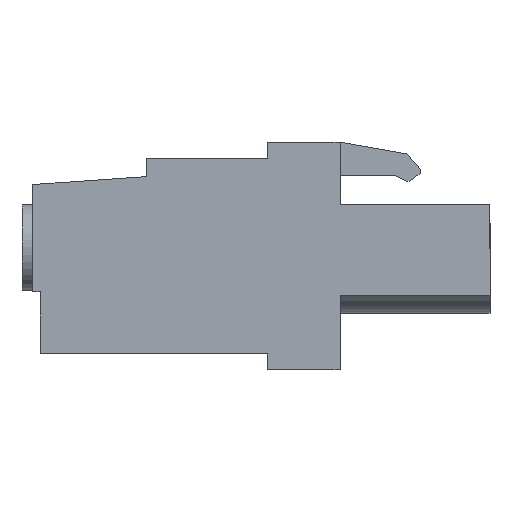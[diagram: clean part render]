
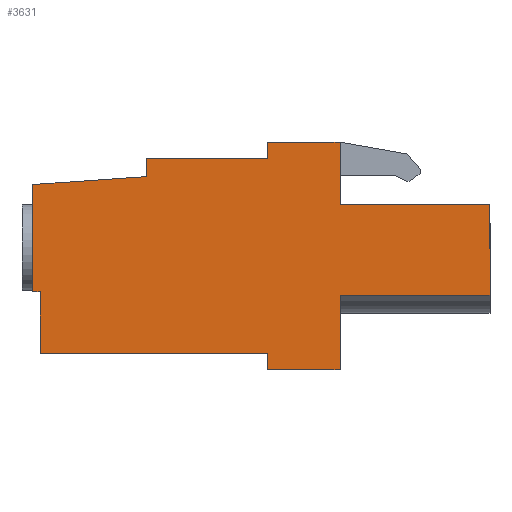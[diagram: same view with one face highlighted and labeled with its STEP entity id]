
A CAD part, left-side view. The second image highlights one B-rep face of the part: STEP entity #3631.
In plain terms, the highlighted planar face has unit normal (-1, 0, 0).
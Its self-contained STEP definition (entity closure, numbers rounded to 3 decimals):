
#68 = EDGE_CURVE ( 'NONE', #741, #168, #5239, .T. ) ;
#114 = CARTESIAN_POINT ( 'NONE',  ( 0., 16.6, -4.815 ) ) ;
#119 = DIRECTION ( 'NONE',  ( 0., 0., 1. ) ) ;
#146 = VECTOR ( 'NONE', #3811, 1000. ) ;
#168 = VERTEX_POINT ( 'NONE', #5075 ) ;
#223 = CARTESIAN_POINT ( 'NONE',  ( 0., 0., -5. ) ) ;
#229 = VERTEX_POINT ( 'NONE', #765 ) ;
#259 = ORIENTED_EDGE ( 'NONE', *, *, #68, .F. ) ;
#267 = VECTOR ( 'NONE', #975, 1000. ) ;
#497 = ORIENTED_EDGE ( 'NONE', *, *, #4589, .F. ) ;
#500 = EDGE_CURVE ( 'NONE', #4679, #4642, #4979, .T. ) ;
#535 = EDGE_CURVE ( 'NONE', #1978, #2868, #1590, .T. ) ;
#559 = CARTESIAN_POINT ( 'NONE',  ( 0., 4., 3.46 ) ) ;
#572 = LINE ( 'NONE', #3890, #2569 ) ;
#575 = CARTESIAN_POINT ( 'NONE',  ( 0., 16.6, -8.235 ) ) ;
#671 = ORIENTED_EDGE ( 'NONE', *, *, #3756, .F. ) ;
#709 = LINE ( 'NONE', #1331, #4906 ) ;
#741 = VERTEX_POINT ( 'NONE', #4209 ) ;
#756 = VECTOR ( 'NONE', #3114, 1000. ) ;
#765 = CARTESIAN_POINT ( 'NONE',  ( 0., 16.6, -8.235 ) ) ;
#867 = CARTESIAN_POINT ( 'NONE',  ( 0., 4., -9.14 ) ) ;
#916 = ORIENTED_EDGE ( 'NONE', *, *, #2155, .F. ) ;
#929 = ORIENTED_EDGE ( 'NONE', *, *, #4502, .F. ) ;
#959 = DIRECTION ( 'NONE',  ( 0., 0., 1. ) ) ;
#975 = DIRECTION ( 'NONE',  ( 0., 1., 0. ) ) ;
#984 = VERTEX_POINT ( 'NONE', #3214 ) ;
#1038 = VERTEX_POINT ( 'NONE', #2177 ) ;
#1138 = VECTOR ( 'NONE', #3670, 1000. ) ;
#1316 = DIRECTION ( 'NONE',  ( 0., 0., -1. ) ) ;
#1331 = CARTESIAN_POINT ( 'NONE',  ( 0., 0., -9.14 ) ) ;
#1351 = VECTOR ( 'NONE', #959, 1000. ) ;
#1474 = EDGE_CURVE ( 'NONE', #4689, #1736, #709, .T. ) ;
#1528 = EDGE_CURVE ( 'NONE', #984, #741, #4655, .T. ) ;
#1590 = LINE ( 'NONE', #3520, #3618 ) ;
#1602 = ORIENTED_EDGE ( 'NONE', *, *, #3721, .F. ) ;
#1678 = DIRECTION ( 'NONE',  ( 0., 0., -1. ) ) ;
#1691 = DIRECTION ( 'NONE',  ( 0., 1., 0. ) ) ;
#1709 = VECTOR ( 'NONE', #119, 1000. ) ;
#1728 = EDGE_CURVE ( 'NONE', #3498, #1978, #2838, .T. ) ;
#1736 = VERTEX_POINT ( 'NONE', #2374 ) ;
#1852 = ORIENTED_EDGE ( 'NONE', *, *, #3359, .F. ) ;
#1960 = VECTOR ( 'NONE', #3681, 1000. ) ;
#1978 = VERTEX_POINT ( 'NONE', #3308 ) ;
#2049 = DIRECTION ( 'NONE',  ( 0., 0., 1. ) ) ;
#2155 = EDGE_CURVE ( 'NONE', #4773, #3498, #3936, .T. ) ;
#2177 = CARTESIAN_POINT ( 'NONE',  ( 0., 4., -9.14 ) ) ;
#2207 = CARTESIAN_POINT ( 'NONE',  ( 0., 17., 1.115 ) ) ;
#2247 = DIRECTION ( 'NONE',  ( 0., 0., 1. ) ) ;
#2264 = EDGE_CURVE ( 'NONE', #168, #4689, #4396, .T. ) ;
#2374 = CARTESIAN_POINT ( 'NONE',  ( 0., 0., -9.14 ) ) ;
#2413 = LINE ( 'NONE', #5012, #146 ) ;
#2500 = PLANE ( 'NONE',  #2551 ) ;
#2529 = CARTESIAN_POINT ( 'NONE',  ( 0., 4., -8.235 ) ) ;
#2543 = ORIENTED_EDGE ( 'NONE', *, *, #1528, .F. ) ;
#2548 = ORIENTED_EDGE ( 'NONE', *, *, #2645, .F. ) ;
#2551 = AXIS2_PLACEMENT_3D ( 'NONE', #2905, #3743, #1316 ) ;
#2569 = VECTOR ( 'NONE', #2049, 1000. ) ;
#2628 = VERTEX_POINT ( 'NONE', #3653 ) ;
#2645 = EDGE_CURVE ( 'NONE', #2868, #4679, #572, .T. ) ;
#2661 = VECTOR ( 'NONE', #4980, 1000. ) ;
#2782 = LINE ( 'NONE', #2529, #1709 ) ;
#2784 = EDGE_CURVE ( 'NONE', #229, #4773, #5068, .T. ) ;
#2838 = LINE ( 'NONE', #2207, #3803 ) ;
#2868 = VERTEX_POINT ( 'NONE', #4241 ) ;
#2905 = CARTESIAN_POINT ( 'NONE',  ( 0., 0., 0. ) ) ;
#2943 = ORIENTED_EDGE ( 'NONE', *, *, #4426, .F. ) ;
#2959 = VECTOR ( 'NONE', #1691, 1000. ) ;
#3114 = DIRECTION ( 'NONE',  ( 0., 0., 1. ) ) ;
#3167 = VECTOR ( 'NONE', #4540, 1000. ) ;
#3214 = CARTESIAN_POINT ( 'NONE',  ( 0., 0., 0. ) ) ;
#3291 = LINE ( 'NONE', #867, #3167 ) ;
#3308 = CARTESIAN_POINT ( 'NONE',  ( 0., 17., 1.115 ) ) ;
#3309 = ORIENTED_EDGE ( 'NONE', *, *, #500, .F. ) ;
#3318 = ORIENTED_EDGE ( 'NONE', *, *, #2264, .F. ) ;
#3358 = CARTESIAN_POINT ( 'NONE',  ( 0., 17., -4.815 ) ) ;
#3359 = EDGE_CURVE ( 'NONE', #3656, #2628, #5228, .T. ) ;
#3373 = CARTESIAN_POINT ( 'NONE',  ( 0., 17., -4.815 ) ) ;
#3420 = DIRECTION ( 'NONE',  ( 0., -0.998, 0.07 ) ) ;
#3487 = LINE ( 'NONE', #575, #267 ) ;
#3498 = VERTEX_POINT ( 'NONE', #3373 ) ;
#3520 = CARTESIAN_POINT ( 'NONE',  ( 0., 10.7, 1.555 ) ) ;
#3563 = ORIENTED_EDGE ( 'NONE', *, *, #1728, .F. ) ;
#3602 = EDGE_LOOP ( 'NONE', ( #2543, #671, #1852, #1602, #3309, #2548, #3629, #3563, #916, #4879, #497, #929, #2943, #4632, #3318, #259 ) ) ;
#3618 = VECTOR ( 'NONE', #3420, 1000. ) ;
#3629 = ORIENTED_EDGE ( 'NONE', *, *, #535, .F. ) ;
#3631 = ADVANCED_FACE ( 'NONE', ( #4990 ), #2500, .F. ) ;
#3653 = CARTESIAN_POINT ( 'NONE',  ( 0., 0., 3.46 ) ) ;
#3656 = VERTEX_POINT ( 'NONE', #3765 ) ;
#3670 = DIRECTION ( 'NONE',  ( 0., 1., 0. ) ) ;
#3681 = DIRECTION ( 'NONE',  ( 0., -1., 0. ) ) ;
#3721 = EDGE_CURVE ( 'NONE', #4642, #3656, #4612, .T. ) ;
#3727 = VERTEX_POINT ( 'NONE', #5028 ) ;
#3733 = CARTESIAN_POINT ( 'NONE',  ( 0., 0., -5. ) ) ;
#3743 = DIRECTION ( 'NONE',  ( 1., 0., 0. ) ) ;
#3756 = EDGE_CURVE ( 'NONE', #2628, #984, #2413, .T. ) ;
#3765 = CARTESIAN_POINT ( 'NONE',  ( 0., 4., 3.46 ) ) ;
#3803 = VECTOR ( 'NONE', #2247, 1000. ) ;
#3806 = VECTOR ( 'NONE', #5128, 1000. ) ;
#3811 = DIRECTION ( 'NONE',  ( 0., 0., -1. ) ) ;
#3857 = CARTESIAN_POINT ( 'NONE',  ( 0., -8.3, 0. ) ) ;
#3890 = CARTESIAN_POINT ( 'NONE',  ( 0., 10.7, 2.555 ) ) ;
#3936 = LINE ( 'NONE', #3358, #2959 ) ;
#4005 = CARTESIAN_POINT ( 'NONE',  ( 0., -8.3, -5. ) ) ;
#4033 = CARTESIAN_POINT ( 'NONE',  ( 0., 4., 2.555 ) ) ;
#4091 = DIRECTION ( 'NONE',  ( 0., 0., -1. ) ) ;
#4106 = CARTESIAN_POINT ( 'NONE',  ( 0., 0., 3.46 ) ) ;
#4209 = CARTESIAN_POINT ( 'NONE',  ( 0., -8.3, 0. ) ) ;
#4241 = CARTESIAN_POINT ( 'NONE',  ( 0., 10.7, 1.555 ) ) ;
#4396 = LINE ( 'NONE', #3733, #1138 ) ;
#4426 = EDGE_CURVE ( 'NONE', #1736, #1038, #3291, .T. ) ;
#4502 = EDGE_CURVE ( 'NONE', #1038, #3727, #2782, .T. ) ;
#4540 = DIRECTION ( 'NONE',  ( 0., 1., 0. ) ) ;
#4589 = EDGE_CURVE ( 'NONE', #3727, #229, #3487, .T. ) ;
#4612 = LINE ( 'NONE', #559, #1351 ) ;
#4632 = ORIENTED_EDGE ( 'NONE', *, *, #1474, .F. ) ;
#4642 = VERTEX_POINT ( 'NONE', #4663 ) ;
#4655 = LINE ( 'NONE', #3857, #3806 ) ;
#4663 = CARTESIAN_POINT ( 'NONE',  ( 0., 4., 2.555 ) ) ;
#4679 = VERTEX_POINT ( 'NONE', #5071 ) ;
#4689 = VERTEX_POINT ( 'NONE', #223 ) ;
#4755 = CARTESIAN_POINT ( 'NONE',  ( 0., 16.6, -4.815 ) ) ;
#4773 = VERTEX_POINT ( 'NONE', #4755 ) ;
#4879 = ORIENTED_EDGE ( 'NONE', *, *, #2784, .F. ) ;
#4906 = VECTOR ( 'NONE', #1678, 1000. ) ;
#4979 = LINE ( 'NONE', #4033, #2661 ) ;
#4980 = DIRECTION ( 'NONE',  ( 0., -1., 0. ) ) ;
#4990 = FACE_OUTER_BOUND ( 'NONE', #3602, .T. ) ;
#4996 = VECTOR ( 'NONE', #4091, 1000. ) ;
#5012 = CARTESIAN_POINT ( 'NONE',  ( 0., 0., 0. ) ) ;
#5028 = CARTESIAN_POINT ( 'NONE',  ( 0., 4., -8.235 ) ) ;
#5068 = LINE ( 'NONE', #114, #756 ) ;
#5071 = CARTESIAN_POINT ( 'NONE',  ( 0., 10.7, 2.555 ) ) ;
#5075 = CARTESIAN_POINT ( 'NONE',  ( 0., -8.3, -5. ) ) ;
#5128 = DIRECTION ( 'NONE',  ( 0., -1., 0. ) ) ;
#5228 = LINE ( 'NONE', #4106, #1960 ) ;
#5239 = LINE ( 'NONE', #4005, #4996 ) ;
